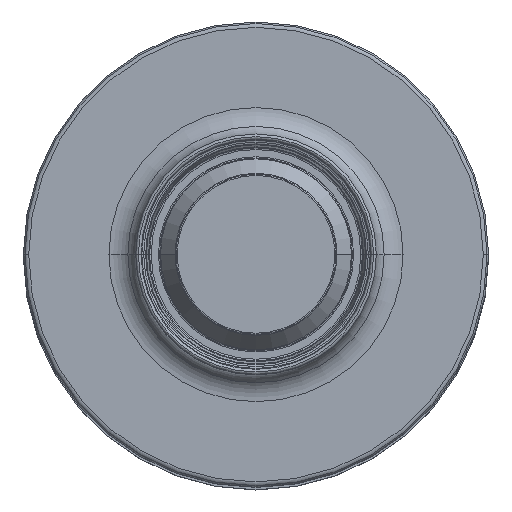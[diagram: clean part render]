
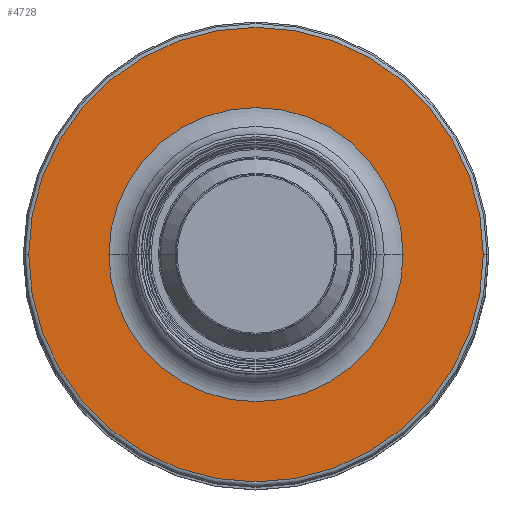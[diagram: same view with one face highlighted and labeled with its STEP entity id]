
A CAD part, top view. The second image highlights one B-rep face of the part: STEP entity #4728.
In plain terms, the highlighted planar face has unit normal (0, 0, 1).
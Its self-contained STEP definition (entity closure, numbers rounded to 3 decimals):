
#1255=CARTESIAN_POINT('',(0.,0.,325.));
#1256=DIRECTION('',(0.,0.,-1.));
#1257=DIRECTION('',(-1.,0.,0.));
#1258=AXIS2_PLACEMENT_3D('',#1255,#1256,#1257);
#1263=CARTESIAN_POINT('',(0.,0.,325.));
#1264=DIRECTION('',(0.,0.,-1.));
#1265=DIRECTION('',(1.,0.,0.));
#1266=AXIS2_PLACEMENT_3D('',#1263,#1264,#1265);
#1271=CARTESIAN_POINT('',(0.,0.,325.));
#1272=DIRECTION('',(0.,0.,1.));
#1273=DIRECTION('',(-1.,0.,0.));
#1274=AXIS2_PLACEMENT_3D('',#1271,#1272,#1273);
#1279=CARTESIAN_POINT('',(0.,0.,325.));
#1280=DIRECTION('',(0.,0.,1.));
#1281=DIRECTION('',(1.,0.,0.));
#1282=AXIS2_PLACEMENT_3D('',#1279,#1280,#1281);
#3413=CARTESIAN_POINT('',(42.5,0.,325.));
#3414=CARTESIAN_POINT('',(-42.5,0.,325.));
#3415=VERTEX_POINT('',#3413);
#3416=VERTEX_POINT('',#3414);
#3417=CARTESIAN_POINT('',(-27.5,0.,325.));
#3418=CARTESIAN_POINT('',(27.5,0.,325.));
#3419=VERTEX_POINT('',#3417);
#3420=VERTEX_POINT('',#3418);
#4712=CARTESIAN_POINT('',(0.,0.,325.));
#4713=DIRECTION('',(0.,0.,1.));
#4714=DIRECTION('',(1.,0.,0.));
#4715=AXIS2_PLACEMENT_3D('',#4712,#4713,#4714);
#4716=PLANE('',#4715);
#4718=ORIENTED_EDGE('',*,*,#4717,.T.);
#4719=ORIENTED_EDGE('',*,*,#4702,.T.);
#4720=EDGE_LOOP('',(#4718,#4719));
#4721=FACE_OUTER_BOUND('',#4720,.F.);
#4723=ORIENTED_EDGE('',*,*,#4722,.T.);
#4725=ORIENTED_EDGE('',*,*,#4724,.T.);
#4726=EDGE_LOOP('',(#4723,#4725));
#4727=FACE_BOUND('',#4726,.F.);
#1259=CIRCLE('',#1258,42.5);
#1267=CIRCLE('',#1266,42.5);
#1275=CIRCLE('',#1274,27.5);
#1283=CIRCLE('',#1282,27.5);
#4702=EDGE_CURVE('',#3415,#3416,#1267,.T.);
#4717=EDGE_CURVE('',#3416,#3415,#1259,.T.);
#4722=EDGE_CURVE('',#3419,#3420,#1275,.T.);
#4724=EDGE_CURVE('',#3420,#3419,#1283,.T.);
#4728=ADVANCED_FACE('',(#4721,#4727),#4716,.T.);
